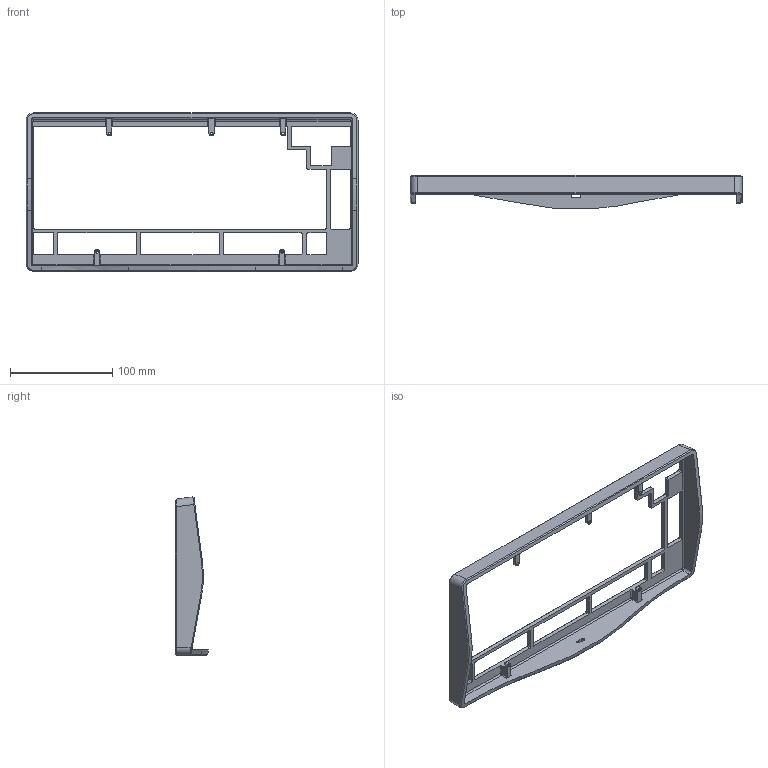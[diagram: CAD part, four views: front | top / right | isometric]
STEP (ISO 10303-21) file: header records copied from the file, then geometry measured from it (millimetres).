
FILE_DESCRIPTION (( 'STEP AP203' ), '1' );
FILE_NAME ('LNA-0001-Top Plate 2.STEP', '2024-03-09T17:08:12', ( '' ), ( '' ), 'SwSTEP 2.0', 'SolidWorks 2023', '' );
FILE_SCHEMA (( 'CONFIG_CONTROL_DESIGN' ));
Length unit declared in the file: millimetre
Products named in the file (1): LNA-0001-Top Plate 2
Bounding box: 325 x 32.34 x 154.87 mm (x, y, z)
Volume: 142988.1 mm3; surface area: 70533.7 mm2
Topology: 1 solids, 1 shells, 337 faces, 856 edges, 519 vertices
Faces by surface type: plane 141, cylinder 111, cone 53, torus 20, bspline 12
Entity records: 10886 total; most frequent: CARTESIAN_POINT 2620, DIRECTION 1735, ORIENTED_EDGE 1708, EDGE_CURVE 854, AXIS2_PLACEMENT_3D 607, LINE 521, VECTOR 521, VERTEX_POINT 519
